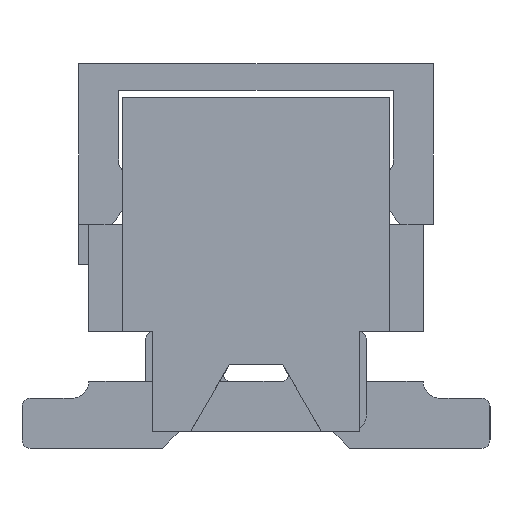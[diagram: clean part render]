
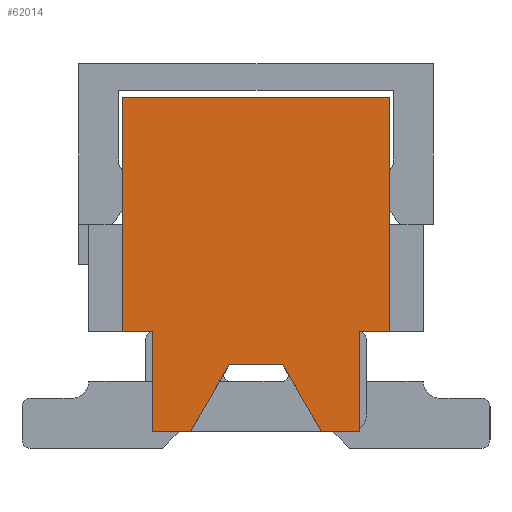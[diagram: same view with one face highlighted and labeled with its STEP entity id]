
A CAD part, left-side view. The second image highlights one B-rep face of the part: STEP entity #62014.
In plain terms, the highlighted planar face has unit normal (-1, 0, 0).
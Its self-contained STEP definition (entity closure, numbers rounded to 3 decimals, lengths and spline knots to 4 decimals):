
#12769=ORIENTED_EDGE('',*,*,#21436,.F.);
#12770=ORIENTED_EDGE('',*,*,#21432,.F.);
#12771=ORIENTED_EDGE('',*,*,#21144,.F.);
#12772=ORIENTED_EDGE('',*,*,#21147,.F.);
#12773=ORIENTED_EDGE('',*,*,#21148,.F.);
#12774=ORIENTED_EDGE('',*,*,#15447,.F.);
#12775=ORIENTED_EDGE('',*,*,#21150,.F.);
#12776=ORIENTED_EDGE('',*,*,#21152,.F.);
#12777=ORIENTED_EDGE('',*,*,#21154,.F.);
#12778=ORIENTED_EDGE('',*,*,#21300,.F.);
#12779=ORIENTED_EDGE('',*,*,#21437,.T.);
#12780=ORIENTED_EDGE('',*,*,#20835,.F.);
#12781=ORIENTED_EDGE('',*,*,#15976,.F.);
#12782=ORIENTED_EDGE('',*,*,#20864,.F.);
#15447=EDGE_CURVE('',#22229,#22230,#26642,.T.);
#15976=EDGE_CURVE('',#22754,#22755,#27171,.T.);
#20835=EDGE_CURVE('',#22755,#25979,#31080,.T.);
#20864=EDGE_CURVE('',#25999,#22754,#31109,.T.);
#21144=EDGE_CURVE('',#26108,#26109,#31389,.T.);
#21147=EDGE_CURVE('',#26110,#26108,#31392,.T.);
#21148=EDGE_CURVE('',#22230,#26110,#31393,.T.);
#21150=EDGE_CURVE('',#26111,#22229,#31395,.T.);
#21152=EDGE_CURVE('',#26112,#26111,#31397,.T.);
#21154=EDGE_CURVE('',#26113,#26112,#31399,.T.);
#21300=EDGE_CURVE('',#26193,#26113,#31545,.T.);
#21432=EDGE_CURVE('',#26109,#26246,#31677,.T.);
#21436=EDGE_CURVE('',#26246,#25999,#31681,.T.);
#21437=EDGE_CURVE('',#26193,#25979,#31682,.T.);
#22229=VERTEX_POINT('',#78777);
#22230=VERTEX_POINT('',#78779);
#22754=VERTEX_POINT('',#79838);
#22755=VERTEX_POINT('',#79839);
#25979=VERTEX_POINT('',#89335);
#25999=VERTEX_POINT('',#89385);
#26108=VERTEX_POINT('',#89943);
#26109=VERTEX_POINT('',#89945);
#26110=VERTEX_POINT('',#89949);
#26111=VERTEX_POINT('',#89955);
#26112=VERTEX_POINT('',#89959);
#26113=VERTEX_POINT('',#89963);
#26193=VERTEX_POINT('',#90236);
#26246=VERTEX_POINT('',#90422);
#26642=LINE('',#78778,#32500);
#27171=LINE('',#79837,#33029);
#31080=LINE('',#89334,#36938);
#31109=LINE('',#89384,#36967);
#31389=LINE('',#89944,#37247);
#31392=LINE('',#89950,#37250);
#31393=LINE('',#89952,#37251);
#31395=LINE('',#89956,#37253);
#31397=LINE('',#89960,#37255);
#31399=LINE('',#89964,#37257);
#31545=LINE('',#90237,#37403);
#31677=LINE('',#90421,#37535);
#31681=LINE('',#90428,#37539);
#31682=LINE('',#90429,#37540);
#32500=VECTOR('',#66278,1000.);
#33029=VECTOR('',#66819,1000.);
#36938=VECTOR('',#75454,1000.);
#36967=VECTOR('',#75485,1000.);
#37247=VECTOR('',#76105,1000.);
#37250=VECTOR('',#76110,1000.);
#37251=VECTOR('',#76113,1000.);
#37253=VECTOR('',#76117,1000.);
#37255=VECTOR('',#76121,1000.);
#37257=VECTOR('',#76125,1000.);
#37403=VECTOR('',#76365,1000.);
#37535=VECTOR('',#76497,1000.);
#37539=VECTOR('',#76503,1000.);
#37540=VECTOR('',#76504,1000.);
#39870=EDGE_LOOP('',(#12769,#12770,#12771,#12772,#12773,#12774,#12775,#12776,
#12777,#12778,#12779,#12780,#12781,#12782));
#42221=FACE_BOUND('',#39870,.T.);
#44050=PLANE('',#65254);
#62014=ADVANCED_FACE('',(#42221),#44050,.F.);
#65254=AXIS2_PLACEMENT_3D('',#90427,#76501,#76502);
#66278=DIRECTION('',(0.,1.,0.));
#66819=DIRECTION('',(0.,-1.,0.));
#75454=DIRECTION('',(0.,0.,-1.));
#75485=DIRECTION('',(0.,0.,1.));
#76105=DIRECTION('',(0.,0.,1.));
#76110=DIRECTION('',(0.,1.,0.));
#76113=DIRECTION('',(0.,0.502,-0.865));
#76117=DIRECTION('',(0.,0.502,0.865));
#76121=DIRECTION('',(0.,1.,0.));
#76125=DIRECTION('',(0.,0.,-1.));
#76365=DIRECTION('',(0.,1.,0.));
#76497=DIRECTION('',(0.,1.,0.));
#76501=DIRECTION('',(1.,0.,0.));
#76502=DIRECTION('',(0.,0.,-1.));
#76503=DIRECTION('',(0.,0.,1.));
#76504=DIRECTION('',(0.,0.,1.));
#78777=CARTESIAN_POINT('',(-16.775,-0.4,-1.3));
#78778=CARTESIAN_POINT('',(-16.775,-0.4,-1.3));
#78779=CARTESIAN_POINT('',(-16.775,0.4,-1.3));
#79837=CARTESIAN_POINT('',(-16.775,2.,2.7));
#79838=CARTESIAN_POINT('',(-16.775,2.,2.7));
#79839=CARTESIAN_POINT('',(-16.775,-2.,2.7));
#89334=CARTESIAN_POINT('',(-16.775,-2.,2.7));
#89335=CARTESIAN_POINT('',(-16.775,-2.,0.8));
#89384=CARTESIAN_POINT('',(-16.775,2.,0.8));
#89385=CARTESIAN_POINT('',(-16.775,2.,0.8));
#89943=CARTESIAN_POINT('',(-16.775,1.55,-2.3));
#89944=CARTESIAN_POINT('',(-16.775,1.55,-0.8));
#89945=CARTESIAN_POINT('',(-16.775,1.55,-0.8));
#89949=CARTESIAN_POINT('',(-16.775,0.98,-2.3));
#89950=CARTESIAN_POINT('',(-16.775,0.98,-2.3));
#89952=CARTESIAN_POINT('',(-16.775,0.4,-1.3));
#89955=CARTESIAN_POINT('',(-16.775,-0.98,-2.3));
#89956=CARTESIAN_POINT('',(-16.775,-0.98,-2.3));
#89959=CARTESIAN_POINT('',(-16.775,-1.55,-2.3));
#89960=CARTESIAN_POINT('',(-16.775,-1.55,-2.3));
#89963=CARTESIAN_POINT('',(-16.775,-1.55,-0.8));
#89964=CARTESIAN_POINT('',(-16.775,-1.55,-0.8));
#90236=CARTESIAN_POINT('',(-16.775,-2.,-0.8));
#90237=CARTESIAN_POINT('',(-16.775,-2.5,-0.8));
#90421=CARTESIAN_POINT('',(-16.775,2.5,-0.8));
#90422=CARTESIAN_POINT('',(-16.775,2.,-0.8));
#90427=CARTESIAN_POINT('',(-16.775,0.,0.));
#90428=CARTESIAN_POINT('',(-16.775,2.,-0.8));
#90429=CARTESIAN_POINT('',(-16.775,-2.,-0.8));
